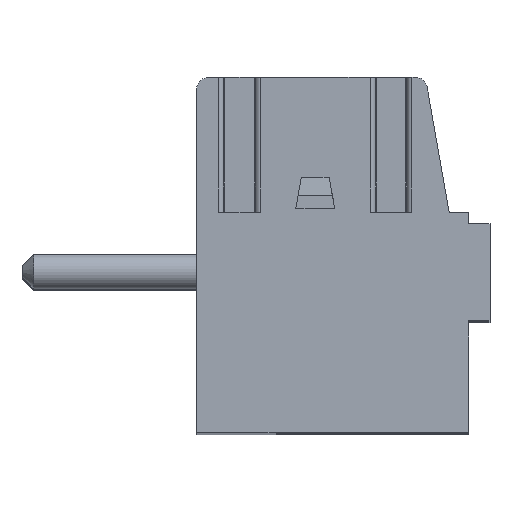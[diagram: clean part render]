
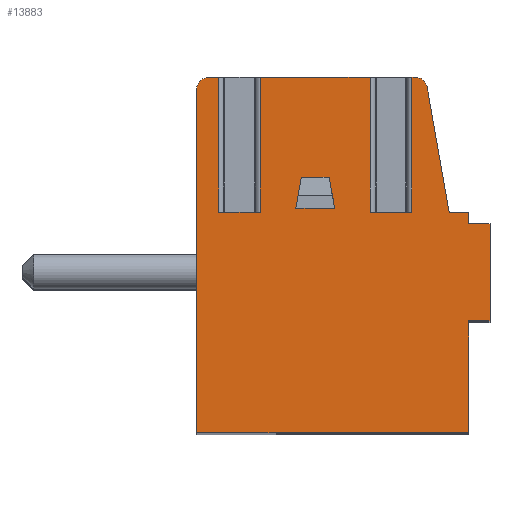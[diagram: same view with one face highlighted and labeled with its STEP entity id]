
A CAD part, top view. The second image highlights one B-rep face of the part: STEP entity #13883.
In plain terms, the highlighted planar face has unit normal (0, 0, 1).
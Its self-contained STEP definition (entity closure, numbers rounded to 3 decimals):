
#2003=DIRECTION('',(-1.,0.,0.));
#2004=VECTOR('',#2003,1.07);
#2005=CARTESIAN_POINT('',(2.035,1.105,1.75));
#2006=LINE('',#2005,#2004);
#2007=DIRECTION('',(0.,1.,0.));
#2008=VECTOR('',#2007,3.47);
#2009=CARTESIAN_POINT('',(2.035,1.105,1.75));
#2010=LINE('',#2009,#2008);
#2011=DIRECTION('',(1.,0.,0.));
#2012=VECTOR('',#2011,0.101);
#2013=CARTESIAN_POINT('',(2.035,4.575,1.75));
#2014=LINE('',#2013,#2012);
#2015=CARTESIAN_POINT('',(2.136,4.275,1.75));
#2016=DIRECTION('',(0.,0.,-1.));
#2017=DIRECTION('',(0.,1.,0.));
#2018=AXIS2_PLACEMENT_3D('',#2015,#2016,#2017);
#2020=DIRECTION('',(0.174,-0.985,0.));
#2021=VECTOR('',#2020,3.272);
#2022=CARTESIAN_POINT('',(2.432,4.327,1.75));
#2023=LINE('',#2022,#2021);
#2024=DIRECTION('',(1.,0.,0.));
#2025=VECTOR('',#2024,0.5);
#2026=CARTESIAN_POINT('',(3.,1.105,1.75));
#2027=LINE('',#2026,#2025);
#2028=DIRECTION('',(0.,-1.,0.));
#2029=VECTOR('',#2028,0.3);
#2030=CARTESIAN_POINT('',(3.5,1.105,1.75));
#2031=LINE('',#2030,#2029);
#2032=DIRECTION('',(0.,-1.,0.));
#2033=VECTOR('',#2032,2.88);
#2034=CARTESIAN_POINT('',(3.5,-1.695,1.75));
#2035=LINE('',#2034,#2033);
#2036=DIRECTION('',(-1.,0.,0.));
#2037=VECTOR('',#2036,7.);
#2038=CARTESIAN_POINT('',(3.5,-4.575,1.75));
#2039=LINE('',#2038,#2037);
#2040=DIRECTION('',(0.,1.,0.));
#2041=VECTOR('',#2040,8.85);
#2042=CARTESIAN_POINT('',(-3.5,-4.575,1.75));
#2043=LINE('',#2042,#2041);
#2044=CARTESIAN_POINT('',(-3.2,4.275,1.75));
#2045=DIRECTION('',(0.,0.,-1.));
#2046=DIRECTION('',(-1.,0.,0.));
#2047=AXIS2_PLACEMENT_3D('',#2044,#2045,#2046);
#2049=DIRECTION('',(1.,0.,0.));
#2050=VECTOR('',#2049,0.265);
#2051=CARTESIAN_POINT('',(-3.2,4.575,1.75));
#2052=LINE('',#2051,#2050);
#2053=DIRECTION('',(0.,1.,0.));
#2054=VECTOR('',#2053,3.47);
#2055=CARTESIAN_POINT('',(-2.935,1.105,1.75));
#2056=LINE('',#2055,#2054);
#2057=DIRECTION('',(-1.,0.,0.));
#2058=VECTOR('',#2057,1.07);
#2059=CARTESIAN_POINT('',(-1.865,1.105,1.75));
#2060=LINE('',#2059,#2058);
#2061=DIRECTION('',(0.,1.,0.));
#2062=VECTOR('',#2061,3.47);
#2063=CARTESIAN_POINT('',(-1.865,1.105,1.75));
#2064=LINE('',#2063,#2062);
#2065=DIRECTION('',(1.,0.,0.));
#2066=VECTOR('',#2065,2.83);
#2067=CARTESIAN_POINT('',(-1.865,4.575,1.75));
#2068=LINE('',#2067,#2066);
#2069=DIRECTION('',(0.,1.,0.));
#2070=VECTOR('',#2069,3.47);
#2071=CARTESIAN_POINT('',(0.965,1.105,1.75));
#2072=LINE('',#2071,#2070);
#2073=DIRECTION('',(-1.,0.,0.));
#2074=VECTOR('',#2073,0.718);
#2075=CARTESIAN_POINT('',(-0.091,2.005,1.75));
#2076=LINE('',#2075,#2074);
#2077=DIRECTION('',(-0.174,-0.985,0.));
#2078=VECTOR('',#2077,0.812);
#2079=CARTESIAN_POINT('',(-0.809,2.005,1.75));
#2080=LINE('',#2079,#2078);
#2081=DIRECTION('',(1.,0.,0.));
#2082=VECTOR('',#2081,1.);
#2083=CARTESIAN_POINT('',(-0.95,1.205,1.75));
#2084=LINE('',#2083,#2082);
#2085=DIRECTION('',(-0.174,0.985,0.));
#2086=VECTOR('',#2085,0.812);
#2087=CARTESIAN_POINT('',(0.05,1.205,1.75));
#2088=LINE('',#2087,#2086);
#2285=DIRECTION('',(-1.,0.,0.));
#2286=VECTOR('',#2285,0.55);
#2287=CARTESIAN_POINT('',(4.05,0.805,1.75));
#2288=LINE('',#2287,#2286);
#2853=DIRECTION('',(0.,1.,0.));
#2854=VECTOR('',#2853,2.5);
#2855=CARTESIAN_POINT('',(4.05,-1.695,1.75));
#2856=LINE('',#2855,#2854);
#2961=DIRECTION('',(1.,0.,0.));
#2962=VECTOR('',#2961,0.55);
#2963=CARTESIAN_POINT('',(3.5,-1.695,1.75));
#2964=LINE('',#2963,#2962);
#8717=CARTESIAN_POINT('',(-3.5,4.275,1.75));
#8718=CARTESIAN_POINT('',(-3.2,4.575,1.75));
#8719=VERTEX_POINT('',#8717);
#8720=VERTEX_POINT('',#8718);
#8721=CARTESIAN_POINT('',(-3.5,-4.575,1.75));
#8722=VERTEX_POINT('',#8721);
#8723=CARTESIAN_POINT('',(3.5,-4.575,1.75));
#8724=VERTEX_POINT('',#8723);
#8725=CARTESIAN_POINT('',(3.5,-1.695,1.75));
#8726=VERTEX_POINT('',#8725);
#8727=CARTESIAN_POINT('',(3.5,1.105,1.75));
#8728=CARTESIAN_POINT('',(3.5,0.805,1.75));
#8729=VERTEX_POINT('',#8727);
#8730=VERTEX_POINT('',#8728);
#8731=CARTESIAN_POINT('',(3.,1.105,1.75));
#8732=VERTEX_POINT('',#8731);
#8733=CARTESIAN_POINT('',(2.432,4.327,1.75));
#8734=VERTEX_POINT('',#8733);
#8735=CARTESIAN_POINT('',(2.136,4.575,1.75));
#8736=VERTEX_POINT('',#8735);
#8874=CARTESIAN_POINT('',(4.05,-1.695,1.75));
#8876=VERTEX_POINT('',#8874);
#8878=CARTESIAN_POINT('',(4.05,0.805,1.75));
#8880=VERTEX_POINT('',#8878);
#9045=CARTESIAN_POINT('',(2.035,1.105,1.75));
#9046=CARTESIAN_POINT('',(0.965,1.105,1.75));
#9047=VERTEX_POINT('',#9045);
#9048=VERTEX_POINT('',#9046);
#9049=CARTESIAN_POINT('',(-1.865,1.105,1.75));
#9050=CARTESIAN_POINT('',(-2.935,1.105,1.75));
#9051=VERTEX_POINT('',#9049);
#9052=VERTEX_POINT('',#9050);
#9053=CARTESIAN_POINT('',(-2.935,4.575,1.75));
#9054=VERTEX_POINT('',#9053);
#9055=CARTESIAN_POINT('',(-1.865,4.575,1.75));
#9056=VERTEX_POINT('',#9055);
#9057=CARTESIAN_POINT('',(2.035,4.575,1.75));
#9058=VERTEX_POINT('',#9057);
#9059=CARTESIAN_POINT('',(0.965,4.575,1.75));
#9060=VERTEX_POINT('',#9059);
#9089=CARTESIAN_POINT('',(-0.95,1.205,1.75));
#9090=CARTESIAN_POINT('',(0.05,1.205,1.75));
#9091=VERTEX_POINT('',#9089);
#9092=VERTEX_POINT('',#9090);
#9094=CARTESIAN_POINT('',(-0.809,2.005,1.75));
#9096=VERTEX_POINT('',#9094);
#9097=CARTESIAN_POINT('',(-0.091,2.005,1.75));
#9098=VERTEX_POINT('',#9097);
#13830=CARTESIAN_POINT('',(0.,0.,1.75));
#13831=DIRECTION('',(0.,0.,1.));
#13832=DIRECTION('',(1.,0.,0.));
#13833=AXIS2_PLACEMENT_3D('',#13830,#13831,#13832);
#13834=PLANE('',#13833);
#13836=ORIENTED_EDGE('',*,*,#13835,.F.);
#13838=ORIENTED_EDGE('',*,*,#13837,.T.);
#13839=ORIENTED_EDGE('',*,*,#11362,.T.);
#13841=ORIENTED_EDGE('',*,*,#13840,.T.);
#13843=ORIENTED_EDGE('',*,*,#13842,.T.);
#13845=ORIENTED_EDGE('',*,*,#13844,.T.);
#13847=ORIENTED_EDGE('',*,*,#13846,.T.);
#13849=ORIENTED_EDGE('',*,*,#13848,.F.);
#13851=ORIENTED_EDGE('',*,*,#13850,.F.);
#13853=ORIENTED_EDGE('',*,*,#13852,.F.);
#13855=ORIENTED_EDGE('',*,*,#13854,.T.);
#13857=ORIENTED_EDGE('',*,*,#13856,.T.);
#13859=ORIENTED_EDGE('',*,*,#13858,.T.);
#13861=ORIENTED_EDGE('',*,*,#13860,.T.);
#13862=ORIENTED_EDGE('',*,*,#11327,.T.);
#13864=ORIENTED_EDGE('',*,*,#13863,.F.);
#13866=ORIENTED_EDGE('',*,*,#13865,.F.);
#13867=ORIENTED_EDGE('',*,*,#13821,.T.);
#13868=ORIENTED_EDGE('',*,*,#11378,.T.);
#13870=ORIENTED_EDGE('',*,*,#13869,.F.);
#13871=EDGE_LOOP('',(#13836,#13838,#13839,#13841,#13843,#13845,#13847,#13849,
#13851,#13853,#13855,#13857,#13859,#13861,#13862,#13864,#13866,#13867,#13868,
#13870));
#13872=FACE_OUTER_BOUND('',#13871,.F.);
#13874=ORIENTED_EDGE('',*,*,#13873,.T.);
#13876=ORIENTED_EDGE('',*,*,#13875,.T.);
#13878=ORIENTED_EDGE('',*,*,#13877,.T.);
#13880=ORIENTED_EDGE('',*,*,#13879,.T.);
#13881=EDGE_LOOP('',(#13874,#13876,#13878,#13880));
#13882=FACE_BOUND('',#13881,.F.);
#2019=CIRCLE('',#2018,0.3);
#2048=CIRCLE('',#2047,0.3);
#11327=EDGE_CURVE('',#8720,#9054,#2052,.T.);
#11362=EDGE_CURVE('',#9058,#8736,#2014,.T.);
#11378=EDGE_CURVE('',#9056,#9060,#2068,.T.);
#13821=EDGE_CURVE('',#9051,#9056,#2064,.T.);
#13835=EDGE_CURVE('',#9047,#9048,#2006,.T.);
#13837=EDGE_CURVE('',#9047,#9058,#2010,.T.);
#13840=EDGE_CURVE('',#8736,#8734,#2019,.T.);
#13842=EDGE_CURVE('',#8734,#8732,#2023,.T.);
#13844=EDGE_CURVE('',#8732,#8729,#2027,.T.);
#13846=EDGE_CURVE('',#8729,#8730,#2031,.T.);
#13848=EDGE_CURVE('',#8880,#8730,#2288,.T.);
#13850=EDGE_CURVE('',#8876,#8880,#2856,.T.);
#13852=EDGE_CURVE('',#8726,#8876,#2964,.T.);
#13854=EDGE_CURVE('',#8726,#8724,#2035,.T.);
#13856=EDGE_CURVE('',#8724,#8722,#2039,.T.);
#13858=EDGE_CURVE('',#8722,#8719,#2043,.T.);
#13860=EDGE_CURVE('',#8719,#8720,#2048,.T.);
#13863=EDGE_CURVE('',#9052,#9054,#2056,.T.);
#13865=EDGE_CURVE('',#9051,#9052,#2060,.T.);
#13869=EDGE_CURVE('',#9048,#9060,#2072,.T.);
#13873=EDGE_CURVE('',#9098,#9096,#2076,.T.);
#13875=EDGE_CURVE('',#9096,#9091,#2080,.T.);
#13877=EDGE_CURVE('',#9091,#9092,#2084,.T.);
#13879=EDGE_CURVE('',#9092,#9098,#2088,.T.);
#13883=ADVANCED_FACE('',(#13872,#13882),#13834,.T.);
